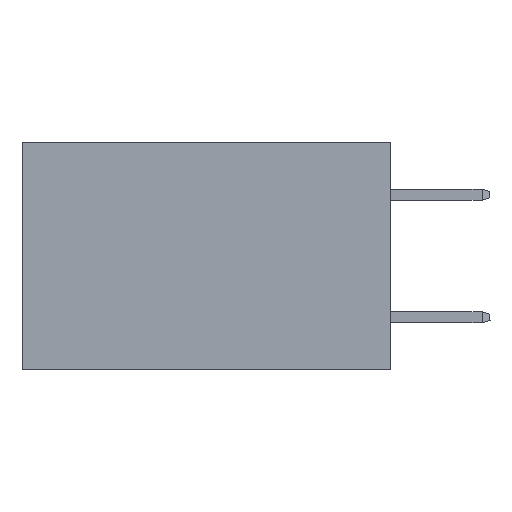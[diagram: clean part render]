
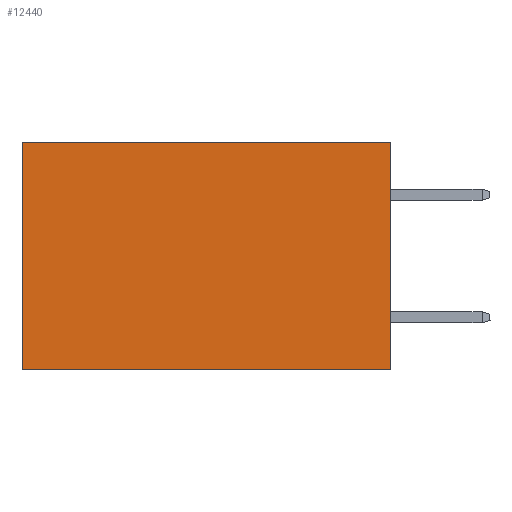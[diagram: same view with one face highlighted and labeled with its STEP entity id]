
A CAD part, left-side view. The second image highlights one B-rep face of the part: STEP entity #12440.
In plain terms, the highlighted planar face has unit normal (-1, 0, 0).
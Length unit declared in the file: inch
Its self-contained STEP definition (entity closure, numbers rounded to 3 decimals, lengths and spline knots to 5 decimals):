
#75 = DIRECTION ( 'NONE',  ( 0., 0., -1. ) ) ;
#456 = VERTEX_POINT ( 'NONE', #15109 ) ;
#690 = CARTESIAN_POINT ( 'NONE',  ( 0.2875, 0.6, 0. ) ) ;
#1949 = CARTESIAN_POINT ( 'NONE',  ( 0.2875, 0., 0. ) ) ;
#4238 = CARTESIAN_POINT ( 'NONE',  ( 0.2875, 0.6, 0. ) ) ;
#5256 = ORIENTED_EDGE ( 'NONE', *, *, #21396, .T. ) ;
#5656 = VECTOR ( 'NONE', #19250, 39.37008 ) ;
#7639 = LINE ( 'NONE', #690, #21406 ) ;
#9016 = LINE ( 'NONE', #25682, #21296 ) ;
#11003 = AXIS2_PLACEMENT_3D ( 'NONE', #1949, #30372, #18387 ) ;
#12440 = ADVANCED_FACE ( 'NONE', ( #28353 ), #23385, .F. ) ;
#12577 = DIRECTION ( 'NONE',  ( 0., 0., -1. ) ) ;
#14582 = CARTESIAN_POINT ( 'NONE',  ( 0.2875, 0., -0.37 ) ) ;
#14730 = LINE ( 'NONE', #21697, #25898 ) ;
#14818 = ORIENTED_EDGE ( 'NONE', *, *, #24713, .F. ) ;
#15109 = CARTESIAN_POINT ( 'NONE',  ( 0.2875, 0.6, -0.37 ) ) ;
#18387 = DIRECTION ( 'NONE',  ( 0., 0., -1. ) ) ;
#18608 = DIRECTION ( 'NONE',  ( 0., 1., 0. ) ) ;
#19250 = DIRECTION ( 'NONE',  ( 0., 1., 0. ) ) ;
#19347 = EDGE_LOOP ( 'NONE', ( #29868, #24956, #14818, #5256 ) ) ;
#20226 = CARTESIAN_POINT ( 'NONE',  ( 0.2875, 0., 0. ) ) ;
#20253 = VERTEX_POINT ( 'NONE', #4238 ) ;
#21296 = VECTOR ( 'NONE', #18608, 39.37008 ) ;
#21396 = EDGE_CURVE ( 'NONE', #30700, #20253, #9016, .T. ) ;
#21406 = VECTOR ( 'NONE', #12577, 39.37008 ) ;
#21697 = CARTESIAN_POINT ( 'NONE',  ( 0.2875, 0., 0. ) ) ;
#22022 = LINE ( 'NONE', #14582, #5656 ) ;
#23385 = PLANE ( 'NONE',  #11003 ) ;
#24444 = VERTEX_POINT ( 'NONE', #29614 ) ;
#24713 = EDGE_CURVE ( 'NONE', #30700, #24444, #14730, .T. ) ;
#24910 = EDGE_CURVE ( 'NONE', #20253, #456, #7639, .T. ) ;
#24956 = ORIENTED_EDGE ( 'NONE', *, *, #28252, .F. ) ;
#25682 = CARTESIAN_POINT ( 'NONE',  ( 0.2875, 0., 0. ) ) ;
#25898 = VECTOR ( 'NONE', #75, 39.37008 ) ;
#28252 = EDGE_CURVE ( 'NONE', #24444, #456, #22022, .T. ) ;
#28353 = FACE_OUTER_BOUND ( 'NONE', #19347, .T. ) ;
#29614 = CARTESIAN_POINT ( 'NONE',  ( 0.2875, 0., -0.37 ) ) ;
#29868 = ORIENTED_EDGE ( 'NONE', *, *, #24910, .T. ) ;
#30372 = DIRECTION ( 'NONE',  ( 1., 0., 0. ) ) ;
#30700 = VERTEX_POINT ( 'NONE', #20226 ) ;
